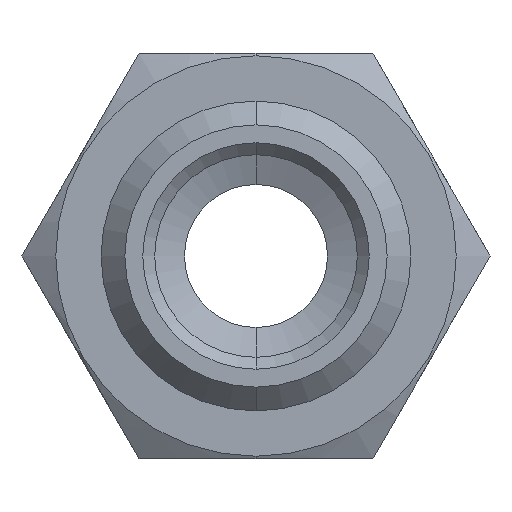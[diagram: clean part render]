
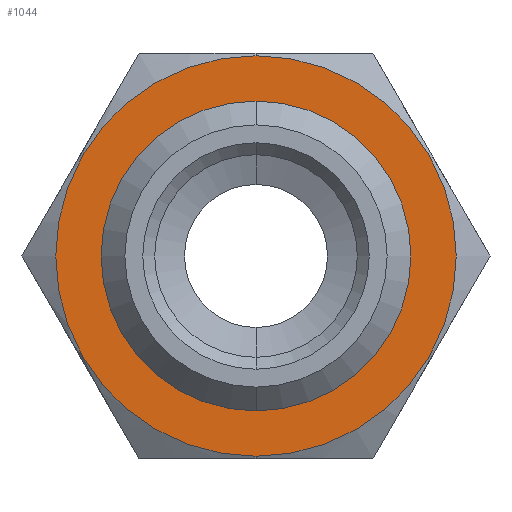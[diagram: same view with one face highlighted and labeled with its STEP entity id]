
A CAD part, front view. The second image highlights one B-rep face of the part: STEP entity #1044.
In plain terms, the highlighted planar face has unit normal (0, -1, 0).
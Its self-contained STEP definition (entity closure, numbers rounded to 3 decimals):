
#28 = EDGE_CURVE ( 'NONE', #31, #33, #1203, .T. ) ;
#31 = VERTEX_POINT ( 'NONE', #1198 ) ;
#33 = VERTEX_POINT ( 'NONE', #1196 ) ;
#467 = DIRECTION ( 'NONE',  ( 0., 0., -1. ) ) ;
#468 = DIRECTION ( 'NONE',  ( 0., -1., 0. ) ) ;
#469 = CARTESIAN_POINT ( 'NONE',  ( 0., 8., 0. ) ) ;
#470 = AXIS2_PLACEMENT_3D ( 'NONE', #469, #468, #467 ) ;
#471 = CIRCLE ( 'NONE', #470, 8.4 ) ;
#484 = CARTESIAN_POINT ( 'NONE',  ( 0., 8., -8.4 ) ) ;
#495 = CARTESIAN_POINT ( 'NONE',  ( 0., 8., 8.4 ) ) ;
#618 = DIRECTION ( 'NONE',  ( 0., 0., -1. ) ) ;
#619 = DIRECTION ( 'NONE',  ( 0., -1., 0. ) ) ;
#620 = AXIS2_PLACEMENT_3D ( 'NONE', #625, #619, #618 ) ;
#621 = CIRCLE ( 'NONE', #620, 6.5 ) ;
#622 = DIRECTION ( 'NONE',  ( 0., 0., -1. ) ) ;
#623 = DIRECTION ( 'NONE',  ( 0., -1., 0. ) ) ;
#624 = CARTESIAN_POINT ( 'NONE',  ( 8.4, 8., 0. ) ) ;
#625 = CARTESIAN_POINT ( 'NONE',  ( 0., 8., 0. ) ) ;
#626 = AXIS2_PLACEMENT_3D ( 'NONE', #624, #623, #622 ) ;
#627 = PLANE ( 'NONE',  #626 ) ;
#628 = FACE_BOUND ( 'NONE', #718, .T. ) ;
#629 = FACE_OUTER_BOUND ( 'NONE', #1039, .T. ) ;
#630 = DIRECTION ( 'NONE',  ( 0., 0., -1. ) ) ;
#631 = DIRECTION ( 'NONE',  ( 0., -1., 0. ) ) ;
#644 = CARTESIAN_POINT ( 'NONE',  ( 0., 8., 0. ) ) ;
#645 = AXIS2_PLACEMENT_3D ( 'NONE', #644, #631, #630 ) ;
#646 = CIRCLE ( 'NONE', #645, 8.4 ) ;
#718 = EDGE_LOOP ( 'NONE', ( #719, #723 ) ) ;
#719 = ORIENTED_EDGE ( 'NONE', *, *, #28, .F. ) ;
#723 = ORIENTED_EDGE ( 'NONE', *, *, #1046, .F. ) ;
#745 = VERTEX_POINT ( 'NONE', #484 ) ;
#749 = EDGE_CURVE ( 'NONE', #745, #768, #471, .T. ) ;
#757 = ORIENTED_EDGE ( 'NONE', *, *, #749, .T. ) ;
#768 = VERTEX_POINT ( 'NONE', #495 ) ;
#1039 = EDGE_LOOP ( 'NONE', ( #1040, #757 ) ) ;
#1040 = ORIENTED_EDGE ( 'NONE', *, *, #1042, .T. ) ;
#1042 = EDGE_CURVE ( 'NONE', #768, #745, #646, .T. ) ;
#1044 = ADVANCED_FACE ( 'NONE', ( #629, #628 ), #627, .T. ) ;
#1046 = EDGE_CURVE ( 'NONE', #33, #31, #621, .T. ) ;
#1147 = CARTESIAN_POINT ( 'NONE',  ( 0., 8., 0. ) ) ;
#1196 = CARTESIAN_POINT ( 'NONE',  ( 0., 8., 6.5 ) ) ;
#1198 = CARTESIAN_POINT ( 'NONE',  ( 0., 8., -6.5 ) ) ;
#1200 = DIRECTION ( 'NONE',  ( 0., 0., -1. ) ) ;
#1201 = DIRECTION ( 'NONE',  ( 0., -1., 0. ) ) ;
#1202 = AXIS2_PLACEMENT_3D ( 'NONE', #1147, #1201, #1200 ) ;
#1203 = CIRCLE ( 'NONE', #1202, 6.5 ) ;
